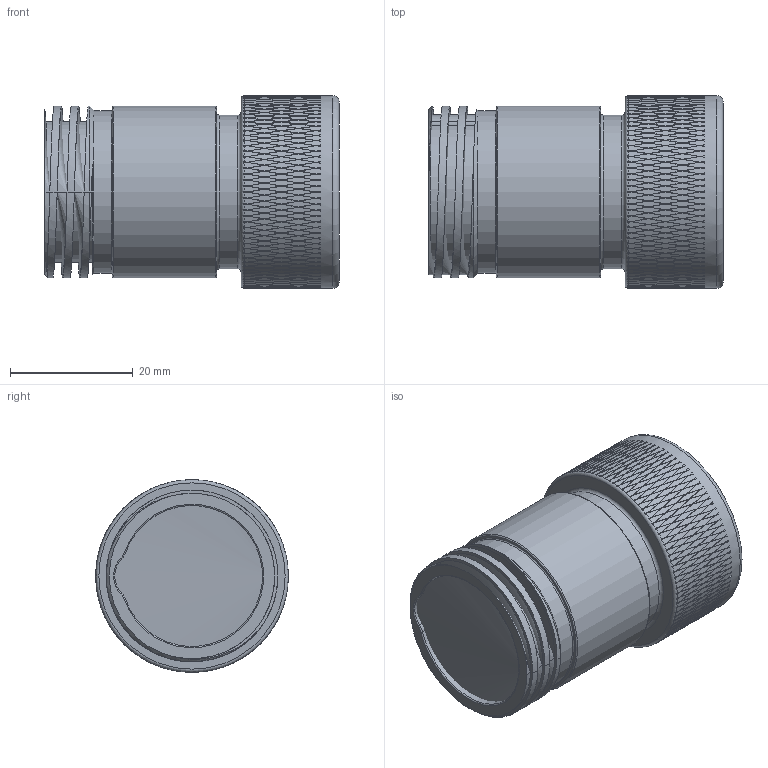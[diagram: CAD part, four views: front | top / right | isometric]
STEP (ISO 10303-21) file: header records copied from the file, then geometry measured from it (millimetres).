
FILE_DESCRIPTION(/* description */ (''),/* implementation_level */ '2;1');
FILE_NAME(/* name */ 'TrustLink MS M Pressure Cap A 12.stp',/* time_stamp */ '2021-03-08T15:58:01+01:00',/* author */ ('sh'),/* organization */ (''),/* preprocessor_version */ 'ST-DEVELOPER v17.2',/* originating_system */ 'Autodesk Inventor 2019',/* authorisation */ '');
FILE_SCHEMA (('AUTOMOTIVE_DESIGN { 1 0 10303 214 3 1 1 }'));
Length unit declared in the file: millimetre
Products named in the file (1): TrustLink MS M Pressure Cap A 12
Bounding box: 48 x 31.4 x 31.4 mm (x, y, z)
Volume: 21007.9 mm3; surface area: 10961.8 mm2
Topology: 1 solids, 4 shells, 3226 faces, 8711 edges, 5821 vertices
Faces by surface type: bspline 2402, cylinder 558, plane 242, torus 20, cone 4
Full cylindrical faces by diameter (mm): 1.2 x12, 2.5 x12, 18 x4, 18.2 x1, 20.2 x2, 23 x2, 25 x1, 25.2 x4, 26.5 x1, 27 x6, 28 x3, 31.38 x1, 31.4 x1
Entity records: 147230 total; most frequent: CARTESIAN_POINT 83802, ORIENTED_EDGE 17422, EDGE_CURVE 8711, B_SPLINE_CURVE_WITH_KNOTS 7427, VERTEX_POINT 5821, DIRECTION 3757, EDGE_LOOP 3563, FACE_OUTER_BOUND 3226
